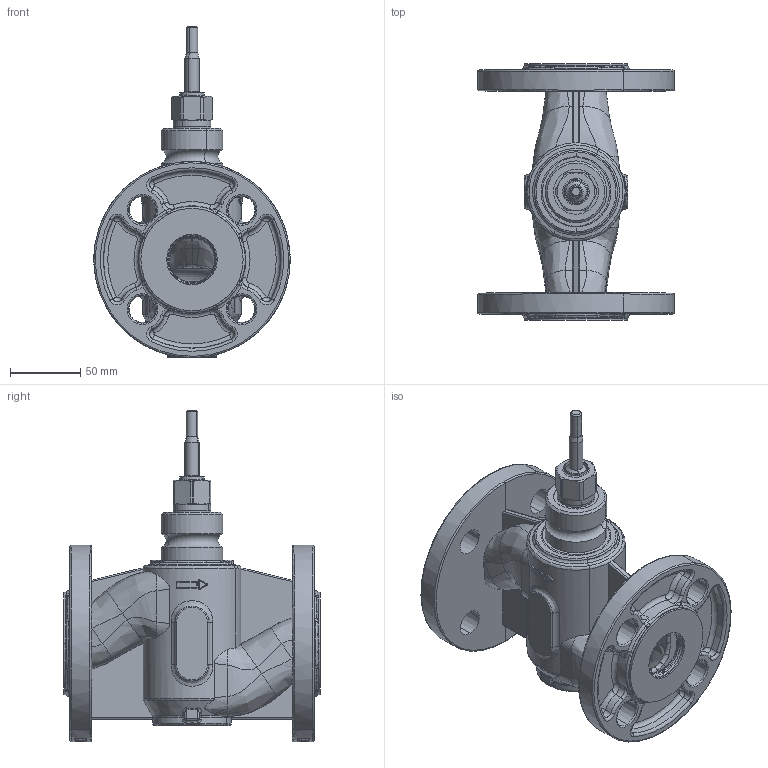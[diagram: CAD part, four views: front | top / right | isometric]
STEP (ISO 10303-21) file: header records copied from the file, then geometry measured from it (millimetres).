
FILE_DESCRIPTION(('CATIA V5 STEP Exchange','CAx-IF Rec.Pracs.--- Model Styling and Organization---1.5--- 2016-08-15','CAx-IF Rec.Pracs.---Supplemental Geometry---1.0---2011-11-01','CAx-IF Rec.Pracs.--- Composite Materials ---1.1---2010-07-15'),'2;1');
FILE_NAME('VLA325 DN32_241015.stp','2024-10-15T08:36:31+00:00',('none'),('none'),'CATIA Version 5-6 Release 2023','CATIA V5 STEP AP214 v2','none');
FILE_SCHEMA(('AUTOMOTIVE_DESIGN { 1 0 10303 214 1 1 1 1 }'));
Products named in the file (11): 6211s5; 954-1367s1; 953-1008; 954-1363; 954-1362; fett; 954-1388; 954-1354; 6003; 954-1337; 6108-04
Assembly tree (13 placements, depth 3):
  6211s5
    954-1367s1
      953-1008
      954-1363  x2
      954-1362  x2
      fett
      954-1388
    954-1354
    6003
    954-1337
    6108-04  x2
Bounding box: 139.96 x 183 x 236.7 mm (x, y, z)
Volume: 625222.5 mm3; surface area: 217281.2 mm2
Topology: 12 solids, 12 shells, 1228 faces, 2841 edges, 1609 vertices
Faces by surface type: bspline 382, torus 305, cylinder 208, cone 175, plane 118, sphere 28, extrusion 12
Entity records: 58245 total; most frequent: CARTESIAN_POINT 35513, ORIENTED_EDGE 5510, DIRECTION 2926, EDGE_CURVE 2755, AXIS2_PLACEMENT_3D 1792, VERTEX_POINT 1581, EDGE_LOOP 1248, ADVANCED_FACE 1203
